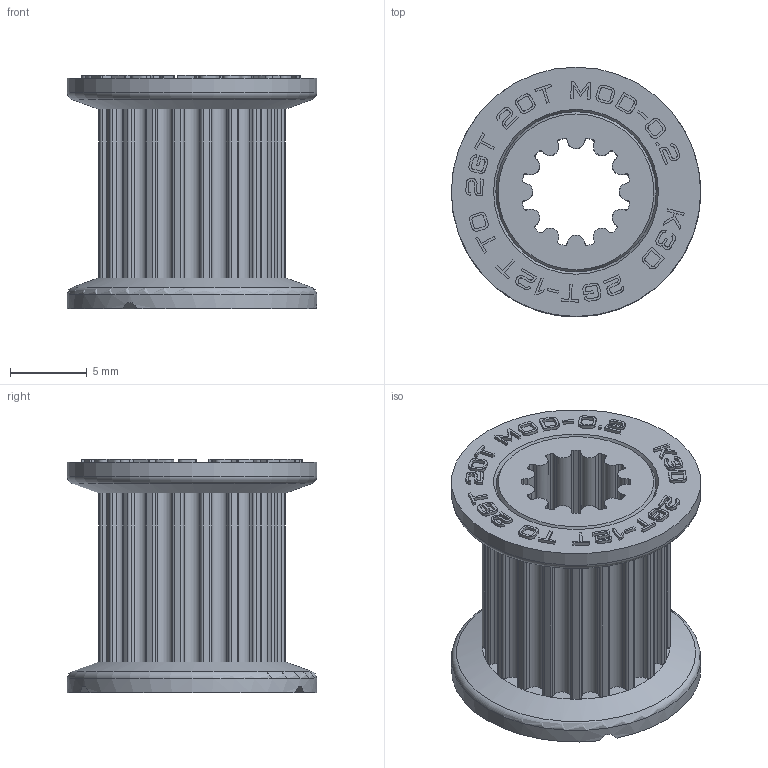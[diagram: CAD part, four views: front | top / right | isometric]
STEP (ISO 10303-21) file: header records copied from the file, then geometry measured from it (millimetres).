
FILE_DESCRIPTION(/* description */ ('CAx-IF Rec.Pracs.---Representation and Presentation of Product Manufacturing Information (PMI)---4.0---2014-10-13','CAx-IF Rec.Pracs.---3D Tessellated Geometry---0.4---2014-09-14','2;1'),/* implementation_level */ '2;1');
FILE_NAME(/* name */ 'K3D_2GT-12t_to_2GT-20t_MOD-0.2',/* time_stamp */ '2025-12-13T19:33:58+03:00',/* author */ (''),/* organization */ (''),/* preprocessor_version */ 'ST-DEVELOPER v20',/* originating_system */ 'SIEMENS PLM Software NX2506.6002',/* authorisation */ $);
FILE_SCHEMA (('AP242_MANAGED_MODEL_BASED_3D_ENGINEERING_MIM_LF { 1 0 10303 442 3 1 4 }'));
Length unit declared in the file: millimetre
Products named in the file (1): K3D_2GT-12t_to_2GT-20t_MOD-0.2
Bounding box: 16.22 x 16.22 x 15.2 mm (x, y, z)
Volume: 1392.8 mm3; surface area: 1752.4 mm2
Topology: 1 solids, 1 shells, 449 faces, 1164 edges, 748 vertices
Faces by surface type: plane 209, cylinder 194, bspline 39, cone 5, torus 2
Full cylindrical faces by diameter (mm): 16.222 x2
Entity records: 15029 total; most frequent: CARTESIAN_POINT 4672, ORIENTED_EDGE 2286, DIRECTION 1963, EDGE_CURVE 1143, AXIS2_PLACEMENT_3D 801, VERTEX_POINT 742, EDGE_LOOP 497, FACE_BOUND 497
